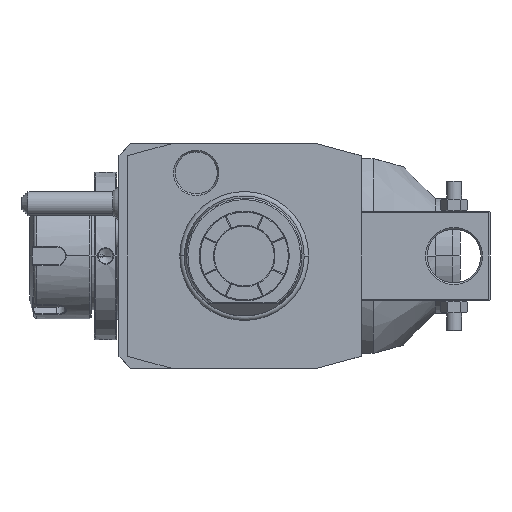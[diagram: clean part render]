
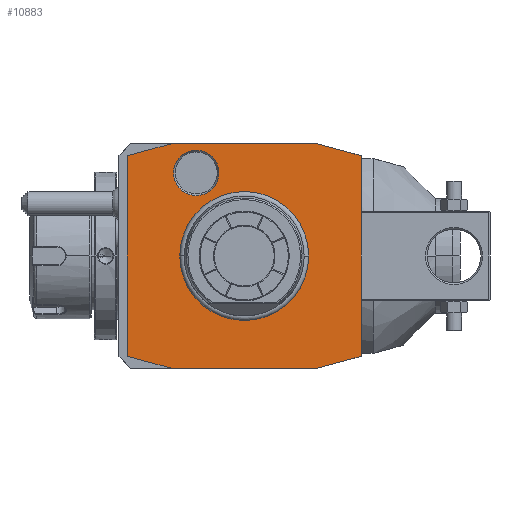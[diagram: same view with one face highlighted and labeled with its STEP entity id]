
A CAD part, front view. The second image highlights one B-rep face of the part: STEP entity #10883.
In plain terms, the highlighted planar face has unit normal (0, -1, 0).
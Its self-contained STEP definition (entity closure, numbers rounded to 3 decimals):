
#1=DIRECTION('',(-0.966,0.,0.259));
#2=VECTOR('',#1,15.529);
#3=CARTESIAN_POINT('',(39.,0.,33.481));
#4=LINE('',#3,#2);
#5=DIRECTION('',(0.,0.,1.));
#6=VECTOR('',#5,66.962);
#7=CARTESIAN_POINT('',(39.,0.,-33.481));
#8=LINE('',#7,#6);
#9=DIRECTION('',(0.966,0.,0.259));
#10=VECTOR('',#9,15.529);
#11=CARTESIAN_POINT('',(24.,0.,-37.5));
#12=LINE('',#11,#10);
#13=DIRECTION('',(1.,0.,0.));
#14=VECTOR('',#13,48.);
#15=CARTESIAN_POINT('',(-24.,0.,-37.5));
#16=LINE('',#15,#14);
#17=DIRECTION('',(0.966,0.,-0.259));
#18=VECTOR('',#17,15.529);
#19=CARTESIAN_POINT('',(-39.,0.,-33.481));
#20=LINE('',#19,#18);
#21=DIRECTION('',(0.,0.,-1.));
#22=VECTOR('',#21,66.962);
#23=CARTESIAN_POINT('',(-39.,0.,33.481));
#24=LINE('',#23,#22);
#25=DIRECTION('',(-0.966,0.,-0.259));
#26=VECTOR('',#25,15.529);
#27=CARTESIAN_POINT('',(-24.,0.,37.5));
#28=LINE('',#27,#26);
#29=DIRECTION('',(-1.,0.,0.));
#30=VECTOR('',#29,48.);
#31=CARTESIAN_POINT('',(24.,0.,37.5));
#32=LINE('',#31,#30);
#33=CARTESIAN_POINT('',(-16.,0.,27.713));
#34=DIRECTION('',(0.,1.,0.));
#35=DIRECTION('',(1.,0.,0.));
#36=AXIS2_PLACEMENT_3D('',#33,#34,#35);
#38=CARTESIAN_POINT('',(-16.,0.,27.713));
#39=DIRECTION('',(0.,1.,0.));
#40=DIRECTION('',(-1.,0.,0.));
#41=AXIS2_PLACEMENT_3D('',#38,#39,#40);
#7556=CARTESIAN_POINT('',(0.,0.,0.));
#7557=DIRECTION('',(0.,1.,0.));
#7558=DIRECTION('',(-1.,0.,0.));
#7559=AXIS2_PLACEMENT_3D('',#7556,#7557,#7558);
#7561=CARTESIAN_POINT('',(0.,0.,0.));
#7562=DIRECTION('',(0.,1.,0.));
#7563=DIRECTION('',(1.,0.,0.));
#7564=AXIS2_PLACEMENT_3D('',#7561,#7562,#7563);
#9727=CARTESIAN_POINT('',(-8.423,0.,27.713));
#9728=CARTESIAN_POINT('',(-23.577,0.,27.713));
#9729=VERTEX_POINT('',#9727);
#9730=VERTEX_POINT('',#9728);
#10668=CARTESIAN_POINT('',(39.,0.,33.481));
#10669=CARTESIAN_POINT('',(24.,0.,37.5));
#10670=VERTEX_POINT('',#10668);
#10671=VERTEX_POINT('',#10669);
#10672=CARTESIAN_POINT('',(-24.,0.,37.5));
#10673=VERTEX_POINT('',#10672);
#10674=CARTESIAN_POINT('',(-39.,0.,33.481));
#10675=VERTEX_POINT('',#10674);
#10676=CARTESIAN_POINT('',(-39.,0.,-33.481));
#10677=VERTEX_POINT('',#10676);
#10678=CARTESIAN_POINT('',(-24.,0.,-37.5));
#10679=VERTEX_POINT('',#10678);
#10680=CARTESIAN_POINT('',(24.,0.,-37.5));
#10681=VERTEX_POINT('',#10680);
#10682=CARTESIAN_POINT('',(39.,0.,-33.481));
#10683=VERTEX_POINT('',#10682);
#10724=CARTESIAN_POINT('',(-21.137,0.,0.));
#10725=CARTESIAN_POINT('',(21.137,0.,0.));
#10726=VERTEX_POINT('',#10724);
#10727=VERTEX_POINT('',#10725);
#10848=CARTESIAN_POINT('',(0.,0.,0.));
#10849=DIRECTION('',(0.,-1.,0.));
#10850=DIRECTION('',(-1.,0.,0.));
#10851=AXIS2_PLACEMENT_3D('',#10848,#10849,#10850);
#10852=PLANE('',#10851);
#10854=ORIENTED_EDGE('',*,*,#10853,.F.);
#10856=ORIENTED_EDGE('',*,*,#10855,.F.);
#10858=ORIENTED_EDGE('',*,*,#10857,.F.);
#10860=ORIENTED_EDGE('',*,*,#10859,.F.);
#10862=ORIENTED_EDGE('',*,*,#10861,.F.);
#10864=ORIENTED_EDGE('',*,*,#10863,.F.);
#10866=ORIENTED_EDGE('',*,*,#10865,.F.);
#10868=ORIENTED_EDGE('',*,*,#10867,.F.);
#10869=EDGE_LOOP('',(#10854,#10856,#10858,#10860,#10862,#10864,#10866,#10868));
#10870=FACE_OUTER_BOUND('',#10869,.F.);
#10872=ORIENTED_EDGE('',*,*,#10871,.F.);
#10874=ORIENTED_EDGE('',*,*,#10873,.F.);
#10875=EDGE_LOOP('',(#10872,#10874));
#10876=FACE_BOUND('',#10875,.F.);
#10878=ORIENTED_EDGE('',*,*,#10877,.F.);
#10880=ORIENTED_EDGE('',*,*,#10879,.F.);
#10881=EDGE_LOOP('',(#10878,#10880));
#10882=FACE_BOUND('',#10881,.F.);
#37=CIRCLE('',#36,7.577);
#42=CIRCLE('',#41,7.577);
#7560=CIRCLE('',#7559,21.137);
#7565=CIRCLE('',#7564,21.137);
#10853=EDGE_CURVE('',#10670,#10671,#4,.T.);
#10855=EDGE_CURVE('',#10683,#10670,#8,.T.);
#10857=EDGE_CURVE('',#10681,#10683,#12,.T.);
#10859=EDGE_CURVE('',#10679,#10681,#16,.T.);
#10861=EDGE_CURVE('',#10677,#10679,#20,.T.);
#10863=EDGE_CURVE('',#10675,#10677,#24,.T.);
#10865=EDGE_CURVE('',#10673,#10675,#28,.T.);
#10867=EDGE_CURVE('',#10671,#10673,#32,.T.);
#10871=EDGE_CURVE('',#10726,#10727,#7560,.T.);
#10873=EDGE_CURVE('',#10727,#10726,#7565,.T.);
#10877=EDGE_CURVE('',#9729,#9730,#37,.T.);
#10879=EDGE_CURVE('',#9730,#9729,#42,.T.);
#10883=ADVANCED_FACE('',(#10870,#10876,#10882),#10852,.T.);
